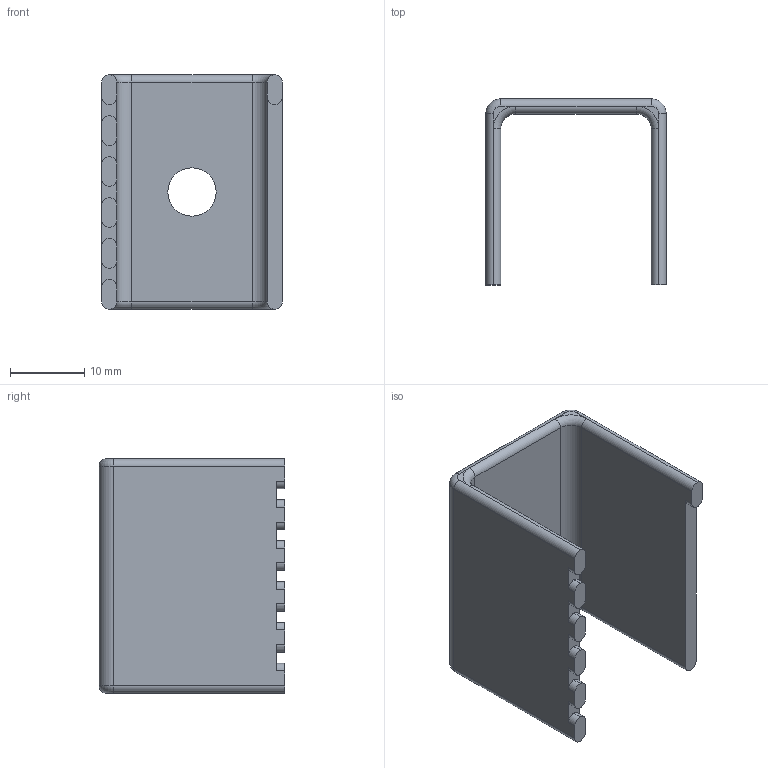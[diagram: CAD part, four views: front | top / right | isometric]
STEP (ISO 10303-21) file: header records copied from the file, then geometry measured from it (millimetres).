
FILE_DESCRIPTION (( 'STEP AP214' ), '1' );
FILE_NAME ('TERMINAL BLOCK.STEP', '2019-06-15T05:58:09', ( '' ), ( '' ), 'SwSTEP 2.0', 'SolidWorks 2018', '' );
FILE_SCHEMA (( 'AUTOMOTIVE_DESIGN' ));
Length unit declared in the file: millimetre
Products named in the file (1): TERMINAL BLOCK
Bounding box: 24.23 x 25 x 31.5 mm (x, y, z)
Volume: 4210.2 mm3; surface area: 4508.1 mm2
Topology: 1 solids, 1 shells, 71 faces, 183 edges, 114 vertices
Faces by surface type: cylinder 40, plane 23, torus 8
Entity records: 2211 total; most frequent: DIRECTION 415, CARTESIAN_POINT 369, ORIENTED_EDGE 366, EDGE_CURVE 183, AXIS2_PLACEMENT_3D 160, VERTEX_POINT 114, LINE 95, VECTOR 95
